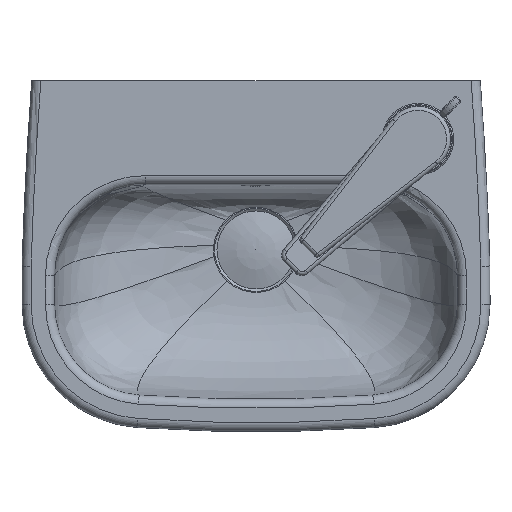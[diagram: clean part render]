
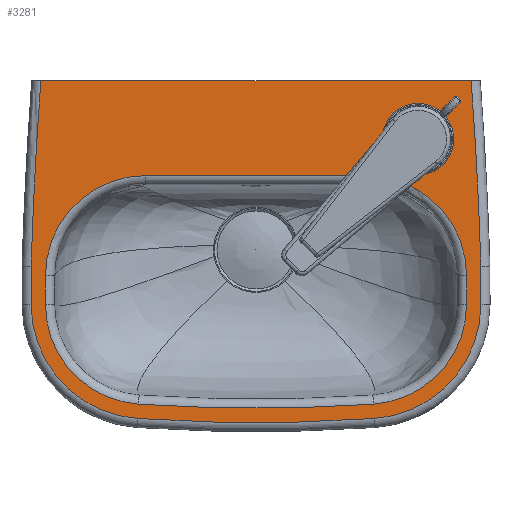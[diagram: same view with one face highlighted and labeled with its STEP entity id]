
A CAD part, top view. The second image highlights one B-rep face of the part: STEP entity #3281.
In plain terms, the highlighted planar face has unit normal (0, 0, 1).
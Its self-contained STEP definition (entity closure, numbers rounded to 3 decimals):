
#2896=CARTESIAN_POINT('',(85.,-83.,7.));
#2897=VERTEX_POINT('',#2896);
#2932=CARTESIAN_POINT('',(162.0,-160.,7.));
#2933=VERTEX_POINT('',#2932);
#2941=CARTESIAN_POINT('',(85.,-160.,7.));
#2942=DIRECTION('',(0.0,0.0,1.));
#2943=DIRECTION('',(0.707,0.707,0.0));
#2944=AXIS2_PLACEMENT_3D('',#2941,#2942,#2943);
#2945=CIRCLE('',#2944,77.0);
#2946=EDGE_CURVE('',#2933,#2897,#2945,.T.);
#2956=CARTESIAN_POINT('',(-85.,-83.,7.));
#2957=VERTEX_POINT('',#2956);
#2967=CARTESIAN_POINT('',(85.,-83.,7.));
#2968=DIRECTION('',(-1.0,0.0,0.0));
#2969=VECTOR('',#2968,170.);
#2970=LINE('',#2967,#2969);
#2971=EDGE_CURVE('',#2897,#2957,#2970,.T.);
#2990=CARTESIAN_POINT('',(162.,-182.029,7.));
#2991=VERTEX_POINT('',#2990);
#2999=CARTESIAN_POINT('',(162.,-182.029,7.));
#3000=DIRECTION('',(0.0,1.0,0.0));
#3001=VECTOR('',#3000,22.029);
#3002=LINE('',#2999,#3001);
#3003=EDGE_CURVE('',#2991,#2933,#3002,.T.);
#3013=CARTESIAN_POINT('',(-162.,-160.,7.));
#3014=VERTEX_POINT('',#3013);
#3050=CARTESIAN_POINT('',(-85.,-160.,7.));
#3051=DIRECTION('',(0.0,0.0,1.));
#3052=DIRECTION('',(-0.707,0.707,0.0));
#3053=AXIS2_PLACEMENT_3D('',#3050,#3051,#3052);
#3054=CIRCLE('',#3053,77.);
#3055=EDGE_CURVE('',#2957,#3014,#3054,.T.);
#3075=CARTESIAN_POINT('',(90.376,-258.841,7.));
#3076=VERTEX_POINT('',#3075);
#3084=CARTESIAN_POINT('',(85.,-182.029,7.));
#3085=DIRECTION('',(0.0,0.0,1.0));
#3086=DIRECTION('',(0.731,-0.682,0.0));
#3087=AXIS2_PLACEMENT_3D('',#3084,#3085,#3086);
#3088=CIRCLE('',#3087,77.);
#3089=EDGE_CURVE('',#3076,#2991,#3088,.T.);
#3099=CARTESIAN_POINT('',(-162.,-182.029,7.));
#3100=VERTEX_POINT('',#3099);
#3117=CARTESIAN_POINT('',(-162.,-160.,7.));
#3118=DIRECTION('',(0.0,-1.0,0.0));
#3119=VECTOR('',#3118,22.029);
#3120=LINE('',#3117,#3119);
#3121=EDGE_CURVE('',#3014,#3100,#3120,.T.);
#3141=CARTESIAN_POINT('',(-90.376,-258.841,7.));
#3142=VERTEX_POINT('',#3141);
#3150=CARTESIAN_POINT('',(0.,1032.496,7.));
#3151=DIRECTION('',(0.0,0.0,1.0));
#3152=DIRECTION('',(0.0,-1.0,0.0));
#3153=AXIS2_PLACEMENT_3D('',#3150,#3151,#3152);
#3154=CIRCLE('',#3153,1294.496);
#3155=EDGE_CURVE('',#3142,#3076,#3154,.T.);
#3174=CARTESIAN_POINT('',(-85.,-182.029,7.));
#3175=DIRECTION('',(0.0,0.0,1.));
#3176=DIRECTION('',(-0.731,-0.682,0.0));
#3177=AXIS2_PLACEMENT_3D('',#3174,#3175,#3176);
#3178=CIRCLE('',#3177,77.);
#3179=EDGE_CURVE('',#3100,#3142,#3178,.T.);
#3184=CARTESIAN_POINT('',(0.,-134.712,7.));
#3185=DIRECTION('',(0.0,0.0,1.0));
#3186=DIRECTION('',(1.0,0.0,0.0));
#3187=AXIS2_PLACEMENT_3D('',#3184,#3185,#3186);
#3188=PLANE('',#3187);
#3189=CARTESIAN_POINT('',(-173.,-152.605,7.));
#3190=VERTEX_POINT('',#3189);
#3191=CARTESIAN_POINT('',(-165.48,-10.0,7.));
#3192=VERTEX_POINT('',#3191);
#3193=CARTESIAN_POINT('',(2983.231,-247.538,7.));
#3194=DIRECTION('',(0.0,0.0,-1.));
#3195=DIRECTION('',(-0.999,0.053,0.0));
#3196=AXIS2_PLACEMENT_3D('',#3193,#3194,#3195);
#3197=CIRCLE('',#3196,3157.658);
#3198=EDGE_CURVE('',#3190,#3192,#3197,.T.);
#3199=ORIENTED_EDGE('',*,*,#3198,.F.);
#3200=CARTESIAN_POINT('',(-173.,-182.029,7.));
#3201=VERTEX_POINT('',#3200);
#3202=CARTESIAN_POINT('',(-173.,-182.029,7.));
#3203=DIRECTION('',(0.0,1.0,0.0));
#3204=VECTOR('',#3203,29.424);
#3205=LINE('',#3202,#3204);
#3206=EDGE_CURVE('',#3201,#3190,#3205,.T.);
#3207=ORIENTED_EDGE('',*,*,#3206,.F.);
#3208=CARTESIAN_POINT('',(-91.144,-269.814,7.));
#3209=VERTEX_POINT('',#3208);
#3210=CARTESIAN_POINT('',(-85.,-182.029,7.));
#3211=DIRECTION('',(0.0,0.0,-1.0));
#3212=DIRECTION('',(-0.731,-0.682,0.0));
#3213=AXIS2_PLACEMENT_3D('',#3210,#3211,#3212);
#3214=CIRCLE('',#3213,88.);
#3215=EDGE_CURVE('',#3209,#3201,#3214,.T.);
#3216=ORIENTED_EDGE('',*,*,#3215,.F.);
#3217=CARTESIAN_POINT('',(91.144,-269.814,7.));
#3218=VERTEX_POINT('',#3217);
#3219=CARTESIAN_POINT('',(0.,1032.496,7.));
#3220=DIRECTION('',(0.0,0.0,-1.0));
#3221=DIRECTION('',(0.0,-1.0,0.0));
#3222=AXIS2_PLACEMENT_3D('',#3219,#3220,#3221);
#3223=CIRCLE('',#3222,1305.496);
#3224=EDGE_CURVE('',#3218,#3209,#3223,.T.);
#3225=ORIENTED_EDGE('',*,*,#3224,.F.);
#3226=CARTESIAN_POINT('',(173.,-182.029,7.));
#3227=VERTEX_POINT('',#3226);
#3228=CARTESIAN_POINT('',(85.,-182.029,7.));
#3229=DIRECTION('',(0.0,0.0,-1.));
#3230=DIRECTION('',(0.731,-0.682,0.0));
#3231=AXIS2_PLACEMENT_3D('',#3228,#3229,#3230);
#3232=CIRCLE('',#3231,88.);
#3233=EDGE_CURVE('',#3227,#3218,#3232,.T.);
#3234=ORIENTED_EDGE('',*,*,#3233,.F.);
#3235=CARTESIAN_POINT('',(173.,-152.605,7.));
#3236=VERTEX_POINT('',#3235);
#3237=CARTESIAN_POINT('',(173.,-152.605,7.));
#3238=DIRECTION('',(0.0,-1.0,0.0));
#3239=VECTOR('',#3238,29.424);
#3240=LINE('',#3237,#3239);
#3241=EDGE_CURVE('',#3236,#3227,#3240,.T.);
#3242=ORIENTED_EDGE('',*,*,#3241,.F.);
#3243=CARTESIAN_POINT('',(165.48,-10.0,7.));
#3244=VERTEX_POINT('',#3243);
#3245=CARTESIAN_POINT('',(-2983.231,-247.538,7.));
#3246=DIRECTION('',(0.0,0.0,-1.));
#3247=DIRECTION('',(0.999,0.053,0.0));
#3248=AXIS2_PLACEMENT_3D('',#3245,#3246,#3247);
#3249=CIRCLE('',#3248,3157.658);
#3250=EDGE_CURVE('',#3244,#3236,#3249,.T.);
#3251=ORIENTED_EDGE('',*,*,#3250,.F.);
#3252=CARTESIAN_POINT('',(-165.48,-10.0,7.));
#3253=DIRECTION('',(1.0,0.0,0.0));
#3254=VECTOR('',#3253,330.96);
#3255=LINE('',#3252,#3254);
#3256=EDGE_CURVE('',#3192,#3244,#3255,.T.);
#3257=ORIENTED_EDGE('',*,*,#3256,.F.);
#3258=EDGE_LOOP('',(#3199,#3207,#3216,#3225,#3234,#3242,#3251,#3257));
#3259=FACE_OUTER_BOUND('',#3258,.T.);
#3260=CARTESIAN_POINT('',(145.128,-55.0,7.));
#3261=VERTEX_POINT('',#3260);
#3262=CARTESIAN_POINT('',(124.628,-55.0,7.));
#3263=DIRECTION('',(0.0,0.0,1.0));
#3264=DIRECTION('',(-1.0,0.0,0.0));
#3265=AXIS2_PLACEMENT_3D('',#3262,#3263,#3264);
#3266=CIRCLE('',#3265,20.5);
#3267=EDGE_CURVE('',#3261,#3261,#3266,.T.);
#3268=ORIENTED_EDGE('',*,*,#3267,.F.);
#3269=EDGE_LOOP('',(#3268));
#3270=FACE_BOUND('',#3269,.T.);
#3271=ORIENTED_EDGE('',*,*,#2946,.F.);
#3272=ORIENTED_EDGE('',*,*,#3003,.F.);
#3273=ORIENTED_EDGE('',*,*,#3089,.F.);
#3274=ORIENTED_EDGE('',*,*,#3155,.F.);
#3275=ORIENTED_EDGE('',*,*,#3179,.F.);
#3276=ORIENTED_EDGE('',*,*,#3121,.F.);
#3277=ORIENTED_EDGE('',*,*,#3055,.F.);
#3278=ORIENTED_EDGE('',*,*,#2971,.F.);
#3279=EDGE_LOOP('',(#3271,#3272,#3273,#3274,#3275,#3276,#3277,#3278));
#3280=FACE_BOUND('',#3279,.T.);
#3281=ADVANCED_FACE('',(#3259,#3270,#3280),#3188,.T.);
